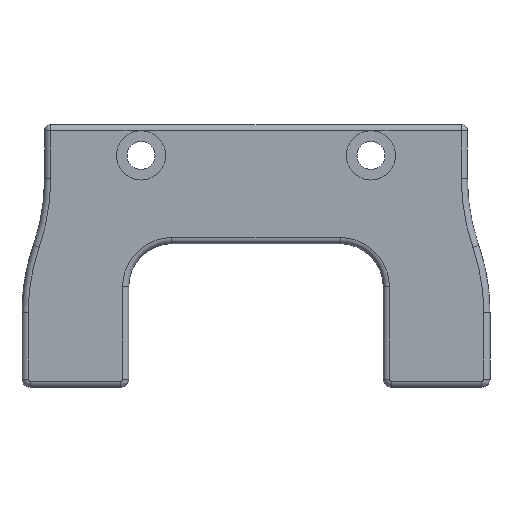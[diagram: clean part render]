
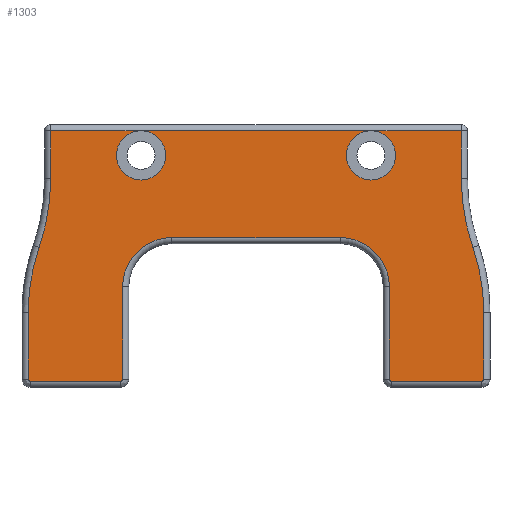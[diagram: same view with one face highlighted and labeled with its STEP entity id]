
A CAD part, front view. The second image highlights one B-rep face of the part: STEP entity #1303.
In plain terms, the highlighted planar face has unit normal (0, -1, 0).
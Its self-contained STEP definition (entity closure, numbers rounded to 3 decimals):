
#49=PLANE('',#1446);
#111=FACE_OUTER_BOUND('',#200,.T.);
#200=EDGE_LOOP('',(#928,#929,#930,#931,#932,#933,#934,#935,#936,#937,#938,
#939,#940,#941,#942,#943,#944,#945,#946,#947,#948,#949,#950,#951,#952,#953));
#271=LINE('',#2002,#344);
#274=LINE('',#2023,#347);
#276=LINE('',#2043,#349);
#278=LINE('',#2063,#351);
#280=LINE('',#2075,#353);
#282=LINE('',#2087,#355);
#284=LINE('',#2107,#357);
#286=LINE('',#2127,#359);
#288=LINE('',#2145,#361);
#290=LINE('',#2153,#363);
#291=LINE('',#2155,#364);
#292=LINE('',#2156,#365);
#344=VECTOR('',#1569,10.);
#347=VECTOR('',#1594,10.);
#349=VECTOR('',#1606,10.);
#351=VECTOR('',#1618,10.);
#353=VECTOR('',#1632,10.);
#355=VECTOR('',#1646,10.);
#357=VECTOR('',#1658,10.);
#359=VECTOR('',#1670,10.);
#361=VECTOR('',#1692,10.);
#363=VECTOR('',#1700,10.);
#364=VECTOR('',#1701,10.);
#365=VECTOR('',#1702,10.);
#421=CIRCLE('',#1390,25.75);
#424=CIRCLE('',#1394,24.25);
#428=CIRCLE('',#1399,0.25);
#432=CIRCLE('',#1404,0.25);
#436=CIRCLE('',#1410,6.);
#440=CIRCLE('',#1416,6.);
#444=CIRCLE('',#1421,0.25);
#448=CIRCLE('',#1426,0.25);
#452=CIRCLE('',#1432,24.25);
#455=CIRCLE('',#1436,25.75);
#461=CIRCLE('',#1447,3.);
#462=CIRCLE('',#1448,3.);
#463=CIRCLE('',#1449,3.);
#464=CIRCLE('',#1450,3.);
#526=VERTEX_POINT('',#1999);
#527=VERTEX_POINT('',#2001);
#529=VERTEX_POINT('',#2007);
#531=VERTEX_POINT('',#2013);
#533=VERTEX_POINT('',#2019);
#535=VERTEX_POINT('',#2033);
#537=VERTEX_POINT('',#2039);
#539=VERTEX_POINT('',#2053);
#541=VERTEX_POINT('',#2059);
#543=VERTEX_POINT('',#2065);
#545=VERTEX_POINT('',#2071);
#547=VERTEX_POINT('',#2077);
#549=VERTEX_POINT('',#2083);
#551=VERTEX_POINT('',#2097);
#553=VERTEX_POINT('',#2103);
#555=VERTEX_POINT('',#2117);
#557=VERTEX_POINT('',#2123);
#559=VERTEX_POINT('',#2129);
#561=VERTEX_POINT('',#2135);
#563=VERTEX_POINT('',#2141);
#567=VERTEX_POINT('',#2152);
#568=VERTEX_POINT('',#2154);
#569=VERTEX_POINT('',#2162);
#570=VERTEX_POINT('',#2164);
#640=EDGE_CURVE('',#526,#527,#271,.T.);
#645=EDGE_CURVE('',#527,#529,#421,.T.);
#648=EDGE_CURVE('',#529,#531,#424,.T.);
#651=EDGE_CURVE('',#531,#533,#274,.T.);
#654=EDGE_CURVE('',#533,#535,#428,.T.);
#657=EDGE_CURVE('',#535,#537,#276,.T.);
#660=EDGE_CURVE('',#537,#539,#432,.T.);
#663=EDGE_CURVE('',#539,#541,#278,.T.);
#666=EDGE_CURVE('',#541,#543,#436,.T.);
#669=EDGE_CURVE('',#543,#545,#280,.T.);
#672=EDGE_CURVE('',#545,#547,#440,.T.);
#675=EDGE_CURVE('',#547,#549,#282,.T.);
#678=EDGE_CURVE('',#549,#551,#444,.T.);
#681=EDGE_CURVE('',#551,#553,#284,.T.);
#684=EDGE_CURVE('',#553,#555,#448,.T.);
#687=EDGE_CURVE('',#555,#557,#286,.T.);
#690=EDGE_CURVE('',#557,#559,#452,.T.);
#693=EDGE_CURVE('',#559,#561,#455,.T.);
#696=EDGE_CURVE('',#561,#563,#288,.T.);
#700=EDGE_CURVE('',#563,#567,#290,.T.);
#701=EDGE_CURVE('',#567,#568,#291,.T.);
#702=EDGE_CURVE('',#568,#526,#292,.T.);
#705=EDGE_CURVE('',#568,#569,#461,.T.);
#706=EDGE_CURVE('',#567,#570,#462,.T.);
#707=EDGE_CURVE('',#570,#567,#463,.T.);
#708=EDGE_CURVE('',#569,#568,#464,.T.);
#928=ORIENTED_EDGE('',*,*,#705,.F.);
#929=ORIENTED_EDGE('',*,*,#701,.F.);
#930=ORIENTED_EDGE('',*,*,#706,.T.);
#931=ORIENTED_EDGE('',*,*,#707,.T.);
#932=ORIENTED_EDGE('',*,*,#700,.F.);
#933=ORIENTED_EDGE('',*,*,#696,.F.);
#934=ORIENTED_EDGE('',*,*,#693,.F.);
#935=ORIENTED_EDGE('',*,*,#690,.F.);
#936=ORIENTED_EDGE('',*,*,#687,.F.);
#937=ORIENTED_EDGE('',*,*,#684,.F.);
#938=ORIENTED_EDGE('',*,*,#681,.F.);
#939=ORIENTED_EDGE('',*,*,#678,.F.);
#940=ORIENTED_EDGE('',*,*,#675,.F.);
#941=ORIENTED_EDGE('',*,*,#672,.F.);
#942=ORIENTED_EDGE('',*,*,#669,.F.);
#943=ORIENTED_EDGE('',*,*,#666,.F.);
#944=ORIENTED_EDGE('',*,*,#663,.F.);
#945=ORIENTED_EDGE('',*,*,#660,.F.);
#946=ORIENTED_EDGE('',*,*,#657,.F.);
#947=ORIENTED_EDGE('',*,*,#654,.F.);
#948=ORIENTED_EDGE('',*,*,#651,.F.);
#949=ORIENTED_EDGE('',*,*,#648,.F.);
#950=ORIENTED_EDGE('',*,*,#645,.F.);
#951=ORIENTED_EDGE('',*,*,#640,.F.);
#952=ORIENTED_EDGE('',*,*,#702,.F.);
#953=ORIENTED_EDGE('',*,*,#708,.F.);
#1303=ADVANCED_FACE('',(#111),#49,.T.);
#1390=AXIS2_PLACEMENT_3D('',#2011,#1579,#1580);
#1394=AXIS2_PLACEMENT_3D('',#2017,#1587,#1588);
#1399=AXIS2_PLACEMENT_3D('',#2037,#1599,#1600);
#1404=AXIS2_PLACEMENT_3D('',#2057,#1611,#1612);
#1410=AXIS2_PLACEMENT_3D('',#2069,#1625,#1626);
#1416=AXIS2_PLACEMENT_3D('',#2081,#1639,#1640);
#1421=AXIS2_PLACEMENT_3D('',#2101,#1651,#1652);
#1426=AXIS2_PLACEMENT_3D('',#2121,#1663,#1664);
#1432=AXIS2_PLACEMENT_3D('',#2133,#1677,#1678);
#1436=AXIS2_PLACEMENT_3D('',#2139,#1685,#1686);
#1446=AXIS2_PLACEMENT_3D('',#2161,#1711,#1712);
#1447=AXIS2_PLACEMENT_3D('',#2163,#1713,#1714);
#1448=AXIS2_PLACEMENT_3D('',#2165,#1715,#1716);
#1449=AXIS2_PLACEMENT_3D('',#2166,#1717,#1718);
#1450=AXIS2_PLACEMENT_3D('',#2167,#1719,#1720);
#1569=DIRECTION('',(0.,0.,-1.));
#1579=DIRECTION('center_axis',(0.,-1.,0.));
#1580=DIRECTION('ref_axis',(-0.986,0.,-0.166));
#1587=DIRECTION('center_axis',(0.,1.,0.));
#1588=DIRECTION('ref_axis',(0.986,0.,0.166));
#1594=DIRECTION('',(0.,0.,-1.));
#1599=DIRECTION('center_axis',(0.,1.,0.));
#1600=DIRECTION('ref_axis',(0.707,0.,-0.707));
#1606=DIRECTION('',(-1.,0.,0.));
#1611=DIRECTION('center_axis',(0.,1.,0.));
#1612=DIRECTION('ref_axis',(-0.707,0.,-0.707));
#1618=DIRECTION('',(0.,0.,1.));
#1625=DIRECTION('center_axis',(0.,-1.,0.));
#1626=DIRECTION('ref_axis',(0.707,0.,0.707));
#1632=DIRECTION('',(-1.,0.,0.));
#1639=DIRECTION('center_axis',(0.,-1.,0.));
#1640=DIRECTION('ref_axis',(-0.707,0.,0.707));
#1646=DIRECTION('',(0.,0.,-1.));
#1651=DIRECTION('center_axis',(0.,1.,0.));
#1652=DIRECTION('ref_axis',(0.707,0.,-0.707));
#1658=DIRECTION('',(-1.,0.,0.));
#1663=DIRECTION('center_axis',(0.,1.,0.));
#1664=DIRECTION('ref_axis',(-0.707,0.,-0.707));
#1670=DIRECTION('',(0.,0.,1.));
#1677=DIRECTION('center_axis',(0.,1.,0.));
#1678=DIRECTION('ref_axis',(-0.986,0.,0.166));
#1685=DIRECTION('center_axis',(0.,-1.,0.));
#1686=DIRECTION('ref_axis',(0.986,0.,-0.166));
#1692=DIRECTION('',(0.,0.,1.));
#1700=DIRECTION('',(1.,0.,0.));
#1701=DIRECTION('',(1.,0.,0.));
#1702=DIRECTION('',(1.,0.,0.));
#1711=DIRECTION('center_axis',(0.,-1.,0.));
#1712=DIRECTION('ref_axis',(0.,0.,-1.));
#1713=DIRECTION('center_axis',(0.,-1.,0.));
#1714=DIRECTION('ref_axis',(-1.,0.,0.));
#1715=DIRECTION('center_axis',(0.,1.,0.));
#1716=DIRECTION('ref_axis',(1.,0.,0.));
#1717=DIRECTION('center_axis',(0.,1.,0.));
#1718=DIRECTION('ref_axis',(1.,0.,0.));
#1719=DIRECTION('center_axis',(0.,-1.,0.));
#1720=DIRECTION('ref_axis',(-1.,0.,0.));
#1999=CARTESIAN_POINT('',(110.43,-8.25,19.455));
#2001=CARTESIAN_POINT('',(110.43,-8.25,13.661));
#2002=CARTESIAN_POINT('',(110.43,-8.25,12.205));
#2007=CARTESIAN_POINT('',(111.846,-8.25,5.239));
#2011=CARTESIAN_POINT('Origin',(136.18,-8.25,13.661));
#2013=CARTESIAN_POINT('',(113.18,-8.25,-2.692));
#2017=CARTESIAN_POINT('Origin',(88.93,-8.25,-2.692));
#2019=CARTESIAN_POINT('',(113.18,-8.25,-10.795));
#2023=CARTESIAN_POINT('',(113.18,-8.25,3.205));
#2033=CARTESIAN_POINT('',(112.93,-8.25,-11.045));
#2037=CARTESIAN_POINT('Origin',(112.93,-8.25,-10.795));
#2039=CARTESIAN_POINT('',(101.93,-8.25,-11.045));
#2043=CARTESIAN_POINT('',(99.68,-8.25,-11.045));
#2053=CARTESIAN_POINT('',(101.68,-8.25,-10.795));
#2057=CARTESIAN_POINT('Origin',(101.93,-8.25,-10.795));
#2059=CARTESIAN_POINT('',(101.68,-8.25,0.455));
#2063=CARTESIAN_POINT('',(101.68,-8.25,-3.795));
#2065=CARTESIAN_POINT('',(95.68,-8.25,6.455));
#2069=CARTESIAN_POINT('Origin',(95.68,-8.25,0.455));
#2071=CARTESIAN_POINT('',(75.18,-8.25,6.455));
#2075=CARTESIAN_POINT('',(77.68,-8.25,6.455));
#2077=CARTESIAN_POINT('',(69.18,-8.25,0.455));
#2081=CARTESIAN_POINT('Origin',(75.18,-8.25,0.455));
#2083=CARTESIAN_POINT('',(69.18,-8.25,-10.795));
#2087=CARTESIAN_POINT('',(69.18,-8.25,-3.795));
#2097=CARTESIAN_POINT('',(68.93,-8.25,-11.045));
#2101=CARTESIAN_POINT('Origin',(68.93,-8.25,-10.795));
#2103=CARTESIAN_POINT('',(57.93,-8.25,-11.045));
#2107=CARTESIAN_POINT('',(71.18,-8.25,-11.045));
#2117=CARTESIAN_POINT('',(57.68,-8.25,-10.795));
#2121=CARTESIAN_POINT('Origin',(57.93,-8.25,-10.795));
#2123=CARTESIAN_POINT('',(57.68,-8.25,-2.692));
#2127=CARTESIAN_POINT('',(57.68,-8.25,3.205));
#2129=CARTESIAN_POINT('',(59.014,-8.25,5.239));
#2133=CARTESIAN_POINT('Origin',(81.93,-8.25,-2.692));
#2135=CARTESIAN_POINT('',(60.43,-8.25,13.661));
#2139=CARTESIAN_POINT('Origin',(34.68,-8.25,13.661));
#2141=CARTESIAN_POINT('',(60.43,-8.25,19.455));
#2145=CARTESIAN_POINT('',(60.43,-8.25,12.205));
#2152=CARTESIAN_POINT('',(71.43,-8.25,19.455));
#2153=CARTESIAN_POINT('',(98.305,-8.25,19.455));
#2154=CARTESIAN_POINT('',(99.43,-8.25,19.455));
#2155=CARTESIAN_POINT('',(98.305,-8.25,19.455));
#2156=CARTESIAN_POINT('',(98.305,-8.25,19.455));
#2161=CARTESIAN_POINT('Origin',(85.43,-8.25,4.205));
#2162=CARTESIAN_POINT('',(102.43,-8.25,16.455));
#2163=CARTESIAN_POINT('Origin',(99.43,-8.25,16.455));
#2164=CARTESIAN_POINT('',(68.43,-8.25,16.455));
#2165=CARTESIAN_POINT('Origin',(71.43,-8.25,16.455));
#2166=CARTESIAN_POINT('Origin',(71.43,-8.25,16.455));
#2167=CARTESIAN_POINT('Origin',(99.43,-8.25,16.455));
